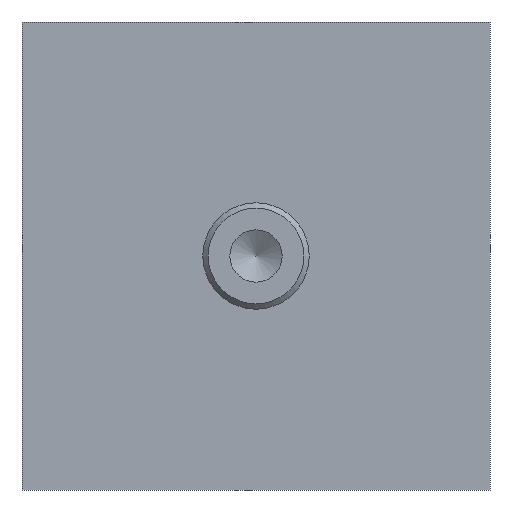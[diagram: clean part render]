
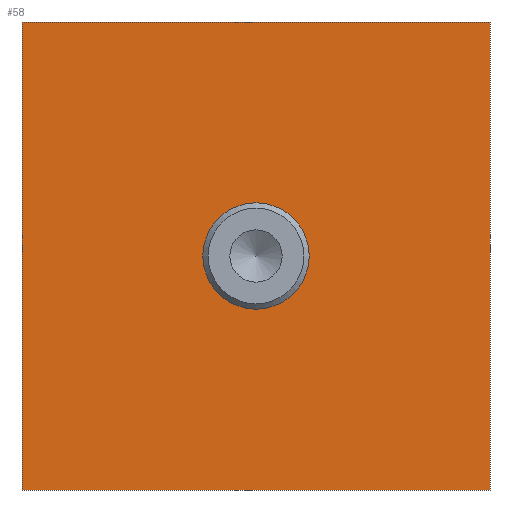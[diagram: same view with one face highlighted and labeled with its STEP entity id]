
A CAD part, front view. The second image highlights one B-rep face of the part: STEP entity #58.
In plain terms, the highlighted planar face has unit normal (0, -1, 0).
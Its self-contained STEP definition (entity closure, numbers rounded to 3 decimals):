
#58 = ADVANCED_FACE( '', ( #116, #117 ), #118, .F. );
#116 = FACE_BOUND( '', #166, .T. );
#117 = FACE_OUTER_BOUND( '', #167, .T. );
#118 = PLANE( '', #168 );
#166 = EDGE_LOOP( '', ( #247 ) );
#167 = EDGE_LOOP( '', ( #248, #249, #250, #251 ) );
#168 = AXIS2_PLACEMENT_3D( '', #252, #253, #254 );
#247 = ORIENTED_EDGE( '', *, *, #281, .T. );
#248 = ORIENTED_EDGE( '', *, *, #283, .F. );
#249 = ORIENTED_EDGE( '', *, *, #273, .F. );
#250 = ORIENTED_EDGE( '', *, *, #256, .F. );
#251 = ORIENTED_EDGE( '', *, *, #261, .F. );
#252 = CARTESIAN_POINT( '', ( -22., 0., 22. ) );
#253 = DIRECTION( '', ( 0., 1., 0. ) );
#254 = DIRECTION( '', ( 0., 0., 1. ) );
#256 = EDGE_CURVE( '', #287, #288, #289, .T. );
#261 = EDGE_CURVE( '', #296, #287, #297, .T. );
#273 = EDGE_CURVE( '', #288, #313, #314, .T. );
#281 = EDGE_CURVE( '', #324, #324, #325, .T. );
#283 = EDGE_CURVE( '', #313, #296, #327, .T. );
#287 = VERTEX_POINT( '', #331 );
#288 = VERTEX_POINT( '', #332 );
#289 = LINE( '', #333, #334 );
#296 = VERTEX_POINT( '', #344 );
#297 = LINE( '', #345, #346 );
#313 = VERTEX_POINT( '', #364 );
#314 = LINE( '', #365, #366 );
#324 = VERTEX_POINT( '', #379 );
#325 = CIRCLE( '', #380, 5. );
#327 = LINE( '', #382, #383 );
#331 = CARTESIAN_POINT( '', ( 22., 0., 22. ) );
#332 = CARTESIAN_POINT( '', ( 22., 0., -22. ) );
#333 = CARTESIAN_POINT( '', ( 22., 0., 22. ) );
#334 = VECTOR( '', #386, 1000. );
#344 = CARTESIAN_POINT( '', ( -22., 0., 22. ) );
#345 = CARTESIAN_POINT( '', ( -22., 0., 22. ) );
#346 = VECTOR( '', #390, 1000. );
#364 = CARTESIAN_POINT( '', ( -22., 0., -22. ) );
#365 = CARTESIAN_POINT( '', ( 22., 0., -22. ) );
#366 = VECTOR( '', #405, 1000. );
#379 = CARTESIAN_POINT( '', ( 5., 0., 0. ) );
#380 = AXIS2_PLACEMENT_3D( '', #412, #413, #414 );
#382 = CARTESIAN_POINT( '', ( -22., 0., -22. ) );
#383 = VECTOR( '', #415, 1000. );
#386 = DIRECTION( '', ( 0., 0., -1. ) );
#390 = DIRECTION( '', ( 1., 0., 0. ) );
#405 = DIRECTION( '', ( -1., 0., 0. ) );
#412 = CARTESIAN_POINT( '', ( 0., 0., 0. ) );
#413 = DIRECTION( '', ( 0., 1., 0. ) );
#414 = DIRECTION( '', ( 1., 0., 0. ) );
#415 = DIRECTION( '', ( 0., 0., 1. ) );
